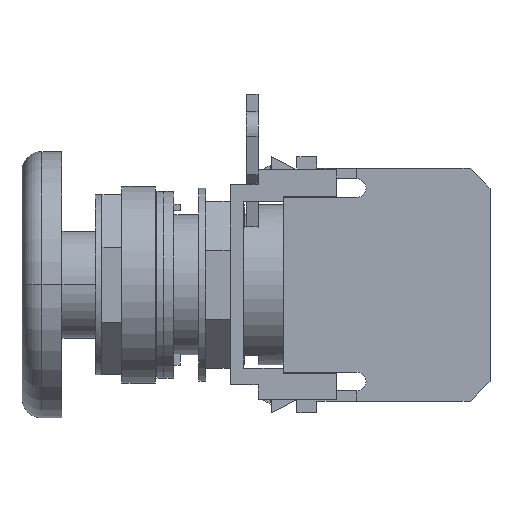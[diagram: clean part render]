
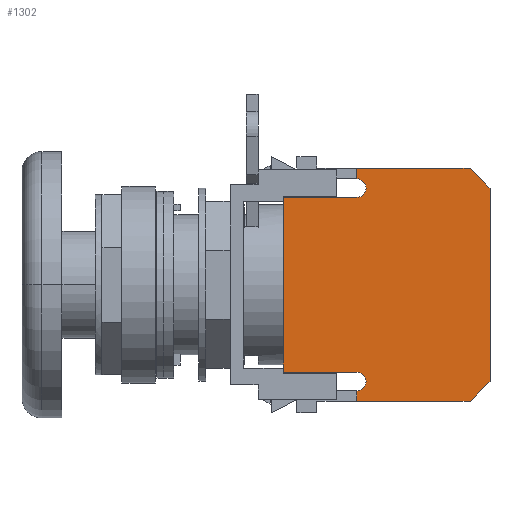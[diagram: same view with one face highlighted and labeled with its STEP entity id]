
A CAD part, left-side view. The second image highlights one B-rep face of the part: STEP entity #1302.
In plain terms, the highlighted planar face has unit normal (-1, 0, 0).
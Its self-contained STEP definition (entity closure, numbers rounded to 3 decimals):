
#178 = VERTEX_POINT ( 'NONE', #1386 ) ;
#293 = EDGE_CURVE ( 'NONE', #5532, #3965, #7473, .T. ) ;
#306 = ORIENTED_EDGE ( 'NONE', *, *, #293, .T. ) ;
#323 = DIRECTION ( 'NONE',  ( 0., 0., -1. ) ) ;
#337 = FACE_OUTER_BOUND ( 'NONE', #4233, .T. ) ;
#387 = AXIS2_PLACEMENT_3D ( 'NONE', #6045, #4894, #2402 ) ;
#480 = EDGE_CURVE ( 'NONE', #3965, #5615, #6614, .T. ) ;
#505 = DIRECTION ( 'NONE',  ( 0., -1., 0. ) ) ;
#594 = VECTOR ( 'NONE', #7209, 1000. ) ;
#795 = CARTESIAN_POINT ( 'NONE',  ( -15., -40.7, -17.5 ) ) ;
#875 = EDGE_CURVE ( 'NONE', #5456, #178, #5472, .T. ) ;
#890 = CARTESIAN_POINT ( 'NONE',  ( -15., -23.7, -17.5 ) ) ;
#994 = ORIENTED_EDGE ( 'NONE', *, *, #4741, .T. ) ;
#1081 = CARTESIAN_POINT ( 'NONE',  ( -15., -43.7, -14.5 ) ) ;
#1114 = EDGE_CURVE ( 'NONE', #3251, #5532, #6620, .T. ) ;
#1137 = CIRCLE ( 'NONE', #2320, 1.4 ) ;
#1152 = ORIENTED_EDGE ( 'NONE', *, *, #875, .F. ) ;
#1159 = LINE ( 'NONE', #3583, #2010 ) ;
#1302 = ADVANCED_FACE ( 'NONE', ( #337 ), #3411, .T. ) ;
#1381 = VERTEX_POINT ( 'NONE', #6537 ) ;
#1386 = CARTESIAN_POINT ( 'NONE',  ( -15., -25.1, 14.5 ) ) ;
#1507 = LINE ( 'NONE', #7768, #5292 ) ;
#1710 = CARTESIAN_POINT ( 'NONE',  ( -15., -23.7, -17.5 ) ) ;
#2010 = VECTOR ( 'NONE', #5848, 1000. ) ;
#2031 = ORIENTED_EDGE ( 'NONE', *, *, #6766, .T. ) ;
#2033 = DIRECTION ( 'NONE',  ( -1., 0., 0. ) ) ;
#2149 = CARTESIAN_POINT ( 'NONE',  ( -15., -23.7, -15.9 ) ) ;
#2178 = DIRECTION ( 'NONE',  ( 0., 0.707, 0.707 ) ) ;
#2277 = LINE ( 'NONE', #6478, #3903 ) ;
#2301 = ORIENTED_EDGE ( 'NONE', *, *, #5276, .F. ) ;
#2320 = AXIS2_PLACEMENT_3D ( 'NONE', #3818, #2033, #3234 ) ;
#2402 = DIRECTION ( 'NONE',  ( 0., -1., 0. ) ) ;
#2423 = CARTESIAN_POINT ( 'NONE',  ( -15., -12.7, 13.1 ) ) ;
#2437 = VECTOR ( 'NONE', #323, 1000. ) ;
#2521 = DIRECTION ( 'NONE',  ( -1., 0., 0. ) ) ;
#2583 = AXIS2_PLACEMENT_3D ( 'NONE', #6032, #5411, #505 ) ;
#2638 = VERTEX_POINT ( 'NONE', #4051 ) ;
#2640 = CARTESIAN_POINT ( 'NONE',  ( -15., -23.7, -13.1 ) ) ;
#2759 = ORIENTED_EDGE ( 'NONE', *, *, #4896, .T. ) ;
#2804 = CARTESIAN_POINT ( 'NONE',  ( -15., -29.1, 29.1 ) ) ;
#2853 = DIRECTION ( 'NONE',  ( 0., 0., -1. ) ) ;
#2935 = DIRECTION ( 'NONE',  ( 0., -1., 0. ) ) ;
#2965 = LINE ( 'NONE', #2804, #3998 ) ;
#3015 = VECTOR ( 'NONE', #3105, 1000. ) ;
#3046 = ORIENTED_EDGE ( 'NONE', *, *, #480, .T. ) ;
#3105 = DIRECTION ( 'NONE',  ( 0., -1., 0. ) ) ;
#3202 = CARTESIAN_POINT ( 'NONE',  ( -15., -23.7, 17.5 ) ) ;
#3234 = DIRECTION ( 'NONE',  ( 0., -1., 0. ) ) ;
#3251 = VERTEX_POINT ( 'NONE', #2149 ) ;
#3330 = DIRECTION ( 'NONE',  ( 0., -0.707, 0.707 ) ) ;
#3367 = CARTESIAN_POINT ( 'NONE',  ( -15., -23.7, 13.1 ) ) ;
#3411 = PLANE ( 'NONE',  #6895 ) ;
#3583 = CARTESIAN_POINT ( 'NONE',  ( -15., -23.7, 17.5 ) ) ;
#3625 = VERTEX_POINT ( 'NONE', #7043 ) ;
#3758 = EDGE_CURVE ( 'NONE', #3904, #7216, #6475, .T. ) ;
#3818 = CARTESIAN_POINT ( 'NONE',  ( -15., -23.7, -14.5 ) ) ;
#3903 = VECTOR ( 'NONE', #2853, 1000. ) ;
#3904 = VERTEX_POINT ( 'NONE', #5568 ) ;
#3953 = ORIENTED_EDGE ( 'NONE', *, *, #4178, .T. ) ;
#3965 = VERTEX_POINT ( 'NONE', #795 ) ;
#3967 = CARTESIAN_POINT ( 'NONE',  ( -15., -29.1, -29.1 ) ) ;
#3998 = VECTOR ( 'NONE', #2178, 1000. ) ;
#4051 = CARTESIAN_POINT ( 'NONE',  ( -15., -25.1, -14.5 ) ) ;
#4169 = CARTESIAN_POINT ( 'NONE',  ( -15., -12.7, -13.1 ) ) ;
#4178 = EDGE_CURVE ( 'NONE', #4691, #5831, #1159, .T. ) ;
#4233 = EDGE_LOOP ( 'NONE', ( #306, #3046, #2759, #4850, #3953, #2031, #5805, #1152, #7201, #994, #6633, #6518, #2301, #6335 ) ) ;
#4326 = VERTEX_POINT ( 'NONE', #2423 ) ;
#4641 = EDGE_CURVE ( 'NONE', #3625, #4691, #2965, .T. ) ;
#4691 = VERTEX_POINT ( 'NONE', #5768 ) ;
#4741 = EDGE_CURVE ( 'NONE', #4326, #3904, #2277, .T. ) ;
#4807 = VECTOR ( 'NONE', #3330, 1000. ) ;
#4849 = LINE ( 'NONE', #7863, #6091 ) ;
#4850 = ORIENTED_EDGE ( 'NONE', *, *, #4641, .T. ) ;
#4894 = DIRECTION ( 'NONE',  ( -1., 0., 0. ) ) ;
#4896 = EDGE_CURVE ( 'NONE', #5615, #3625, #4849, .T. ) ;
#5255 = EDGE_CURVE ( 'NONE', #178, #1381, #7591, .T. ) ;
#5276 = EDGE_CURVE ( 'NONE', #3251, #2638, #1137, .T. ) ;
#5292 = VECTOR ( 'NONE', #5855, 1000. ) ;
#5411 = DIRECTION ( 'NONE',  ( -1., 0., 0. ) ) ;
#5456 = VERTEX_POINT ( 'NONE', #3367 ) ;
#5472 = CIRCLE ( 'NONE', #387, 1.4 ) ;
#5532 = VERTEX_POINT ( 'NONE', #1710 ) ;
#5539 = CARTESIAN_POINT ( 'NONE',  ( -15., -23.7, -17.5 ) ) ;
#5568 = CARTESIAN_POINT ( 'NONE',  ( -15., -12.7, -13.1 ) ) ;
#5615 = VERTEX_POINT ( 'NONE', #1081 ) ;
#5624 = AXIS2_PLACEMENT_3D ( 'NONE', #6157, #2521, #6057 ) ;
#5697 = LINE ( 'NONE', #5967, #7013 ) ;
#5768 = CARTESIAN_POINT ( 'NONE',  ( -15., -40.7, 17.5 ) ) ;
#5805 = ORIENTED_EDGE ( 'NONE', *, *, #5255, .F. ) ;
#5831 = VERTEX_POINT ( 'NONE', #3202 ) ;
#5848 = DIRECTION ( 'NONE',  ( 0., 1., 0. ) ) ;
#5855 = DIRECTION ( 'NONE',  ( 0., 1., 0. ) ) ;
#5949 = CARTESIAN_POINT ( 'NONE',  ( -15., 0., 0. ) ) ;
#5967 = CARTESIAN_POINT ( 'NONE',  ( -15., -23.7, -17.5 ) ) ;
#6032 = CARTESIAN_POINT ( 'NONE',  ( -15., -23.7, -14.5 ) ) ;
#6045 = CARTESIAN_POINT ( 'NONE',  ( -15., -23.7, 14.5 ) ) ;
#6057 = DIRECTION ( 'NONE',  ( 0., -1., 0. ) ) ;
#6091 = VECTOR ( 'NONE', #6618, 1000. ) ;
#6153 = EDGE_CURVE ( 'NONE', #2638, #7216, #7767, .T. ) ;
#6157 = CARTESIAN_POINT ( 'NONE',  ( -15., -23.7, 14.5 ) ) ;
#6335 = ORIENTED_EDGE ( 'NONE', *, *, #1114, .T. ) ;
#6475 = LINE ( 'NONE', #4169, #594 ) ;
#6478 = CARTESIAN_POINT ( 'NONE',  ( -15., -12.7, -13.1 ) ) ;
#6518 = ORIENTED_EDGE ( 'NONE', *, *, #6153, .F. ) ;
#6537 = CARTESIAN_POINT ( 'NONE',  ( -15., -23.7, 15.9 ) ) ;
#6614 = LINE ( 'NONE', #3967, #4807 ) ;
#6618 = DIRECTION ( 'NONE',  ( 0., 0., 1. ) ) ;
#6620 = LINE ( 'NONE', #890, #2437 ) ;
#6633 = ORIENTED_EDGE ( 'NONE', *, *, #3758, .T. ) ;
#6766 = EDGE_CURVE ( 'NONE', #5831, #1381, #5697, .T. ) ;
#6895 = AXIS2_PLACEMENT_3D ( 'NONE', #5949, #7129, #2935 ) ;
#7013 = VECTOR ( 'NONE', #7745, 1000. ) ;
#7043 = CARTESIAN_POINT ( 'NONE',  ( -15., -43.7, 14.5 ) ) ;
#7129 = DIRECTION ( 'NONE',  ( -1., 0., 0. ) ) ;
#7201 = ORIENTED_EDGE ( 'NONE', *, *, #7548, .T. ) ;
#7209 = DIRECTION ( 'NONE',  ( 0., -1., 0. ) ) ;
#7216 = VERTEX_POINT ( 'NONE', #2640 ) ;
#7473 = LINE ( 'NONE', #5539, #3015 ) ;
#7548 = EDGE_CURVE ( 'NONE', #5456, #4326, #1507, .T. ) ;
#7591 = CIRCLE ( 'NONE', #5624, 1.4 ) ;
#7745 = DIRECTION ( 'NONE',  ( 0., 0., -1. ) ) ;
#7767 = CIRCLE ( 'NONE', #2583, 1.4 ) ;
#7768 = CARTESIAN_POINT ( 'NONE',  ( -15., -12.7, 13.1 ) ) ;
#7863 = CARTESIAN_POINT ( 'NONE',  ( -15., -43.7, -13.1 ) ) ;
